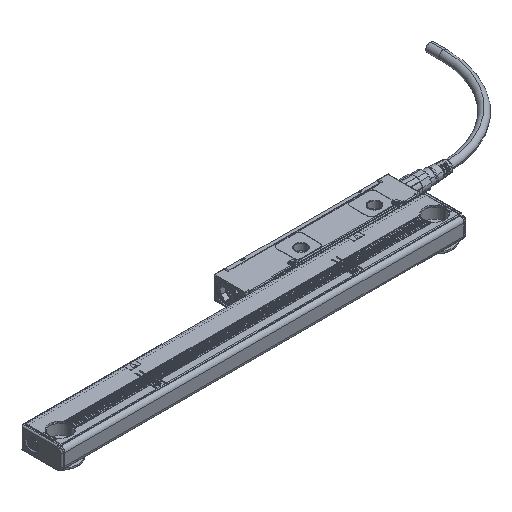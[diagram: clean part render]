
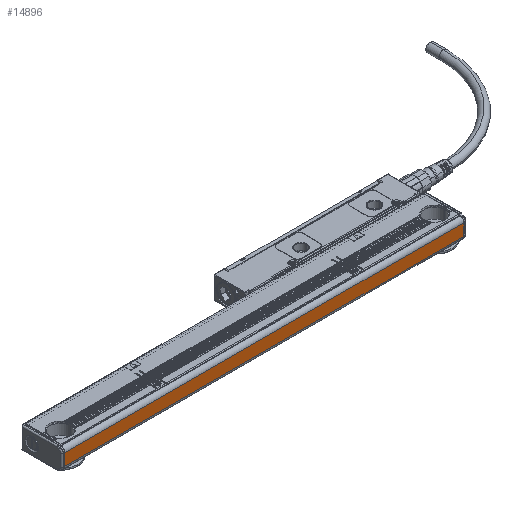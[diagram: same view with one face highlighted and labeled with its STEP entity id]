
A CAD part, isometric view. The second image highlights one B-rep face of the part: STEP entity #14896.
In plain terms, the highlighted planar face has unit normal (0, -1, 0).
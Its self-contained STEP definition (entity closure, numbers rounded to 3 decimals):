
#14876=AXIS2_PLACEMENT_3D('Plane Axis2P3D',#14873,#14874,#14875) ;
#6442=CARTESIAN_POINT('Vertex',(-304.,0.,12.)) ;
#6445=CARTESIAN_POINT('Line Origine',(-152.,0.,12.)) ;
#6449=CARTESIAN_POINT('Vertex',(0.,0.,12.)) ;
#14852=CARTESIAN_POINT('Vertex',(-304.,0.,3.)) ;
#14855=CARTESIAN_POINT('Line Origine',(-304.,0.,7.5)) ;
#14873=CARTESIAN_POINT('Axis2P3D Location',(0.,0.,15.)) ;
#14878=CARTESIAN_POINT('Line Origine',(-152.,0.,3.)) ;
#14882=CARTESIAN_POINT('Vertex',(0.,0.,3.)) ;
#14885=CARTESIAN_POINT('Line Origine',(0.,0.,7.5)) ;
#6446=DIRECTION('Vector Direction',(-1.,0.,0.)) ;
#14856=DIRECTION('Vector Direction',(0.,0.,-1.)) ;
#14874=DIRECTION('Axis2P3D Direction',(0.,1.,0.)) ;
#14875=DIRECTION('Axis2P3D XDirection',(0.,0.,-1.)) ;
#14879=DIRECTION('Vector Direction',(-1.,0.,0.)) ;
#14886=DIRECTION('Vector Direction',(0.,0.,-1.)) ;
#6447=VECTOR('Line Direction',#6446,1.) ;
#14857=VECTOR('Line Direction',#14856,1.) ;
#14880=VECTOR('Line Direction',#14879,1.) ;
#14887=VECTOR('Line Direction',#14886,1.) ;
#14891=ORIENTED_EDGE('',*,*,#14884,.F.) ;
#14892=ORIENTED_EDGE('',*,*,#14889,.F.) ;
#14893=ORIENTED_EDGE('',*,*,#6451,.T.) ;
#14894=ORIENTED_EDGE('',*,*,#14859,.T.) ;
#14896=ADVANCED_FACE('Brep With Voids',(#14895),#14877,.F.) ;
#6451=EDGE_CURVE('',#6450,#6443,#6448,.T.) ;
#14859=EDGE_CURVE('',#6443,#14853,#14858,.T.) ;
#14884=EDGE_CURVE('',#14883,#14853,#14881,.T.) ;
#14889=EDGE_CURVE('',#6450,#14883,#14888,.T.) ;
#14890=EDGE_LOOP('',(#14891,#14892,#14893,#14894)) ;
#14895=FACE_OUTER_BOUND('',#14890,.T.) ;
#6448=LINE('Line',#6445,#6447) ;
#14858=LINE('Line',#14855,#14857) ;
#14881=LINE('Line',#14878,#14880) ;
#14888=LINE('Line',#14885,#14887) ;
#14877=PLANE('Plane',#14876) ;
#6443=VERTEX_POINT('',#6442) ;
#6450=VERTEX_POINT('',#6449) ;
#14853=VERTEX_POINT('',#14852) ;
#14883=VERTEX_POINT('',#14882) ;
